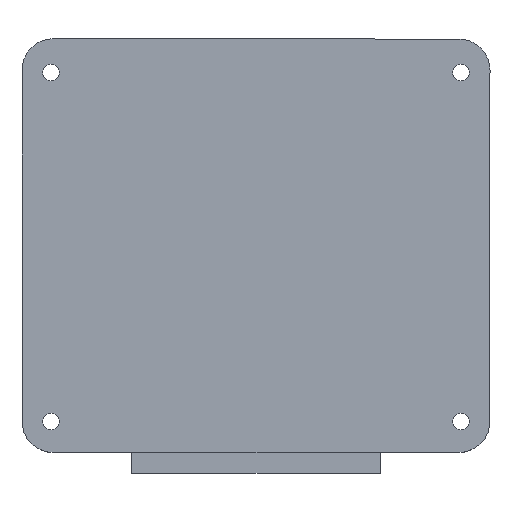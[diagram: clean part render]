
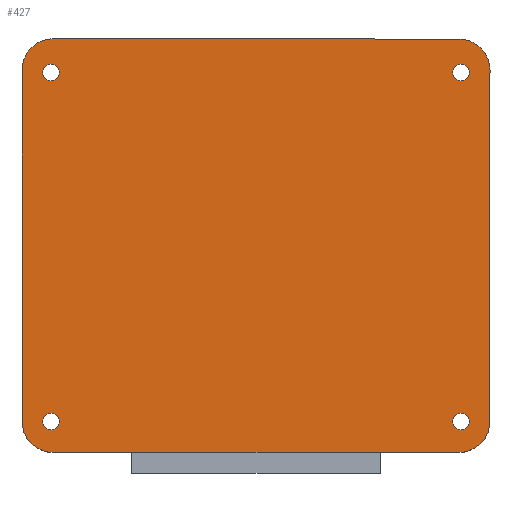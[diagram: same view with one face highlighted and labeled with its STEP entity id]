
A CAD part, top view. The second image highlights one B-rep face of the part: STEP entity #427.
In plain terms, the highlighted face is planar.
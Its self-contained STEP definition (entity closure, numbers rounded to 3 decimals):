
#23=FACE_BOUND('',#76,.T.);
#24=FACE_BOUND('',#77,.T.);
#25=FACE_BOUND('',#78,.T.);
#26=FACE_BOUND('',#79,.T.);
#35=PLANE('',#477);
#53=FACE_OUTER_BOUND('',#75,.T.);
#75=EDGE_LOOP('',(#319,#320,#321,#322,#323,#324,#325,#326,#327,#328));
#76=EDGE_LOOP('',(#329));
#77=EDGE_LOOP('',(#330));
#78=EDGE_LOOP('',(#331));
#79=EDGE_LOOP('',(#332));
#109=LINE('',#679,#147);
#110=LINE('',#681,#148);
#111=LINE('',#683,#149);
#112=LINE('',#687,#150);
#113=LINE('',#691,#151);
#114=LINE('',#694,#152);
#147=VECTOR('',#555,10.);
#148=VECTOR('',#556,10.);
#149=VECTOR('',#557,10.);
#150=VECTOR('',#560,10.);
#151=VECTOR('',#563,10.);
#152=VECTOR('',#566,10.);
#180=CIRCLE('',#461,2.);
#182=CIRCLE('',#464,2.);
#183=CIRCLE('',#466,2.);
#185=CIRCLE('',#469,2.);
#191=CIRCLE('',#478,7.5);
#192=CIRCLE('',#479,7.5);
#193=CIRCLE('',#480,7.5);
#194=CIRCLE('',#481,7.5);
#200=VERTEX_POINT('',#641);
#202=VERTEX_POINT('',#647);
#203=VERTEX_POINT('',#651);
#205=VERTEX_POINT('',#657);
#211=VERTEX_POINT('',#675);
#212=VERTEX_POINT('',#676);
#213=VERTEX_POINT('',#678);
#214=VERTEX_POINT('',#680);
#215=VERTEX_POINT('',#682);
#216=VERTEX_POINT('',#684);
#217=VERTEX_POINT('',#686);
#218=VERTEX_POINT('',#688);
#219=VERTEX_POINT('',#690);
#220=VERTEX_POINT('',#692);
#239=EDGE_CURVE('',#200,#200,#180,.T.);
#242=EDGE_CURVE('',#202,#202,#182,.T.);
#243=EDGE_CURVE('',#203,#203,#183,.T.);
#246=EDGE_CURVE('',#205,#205,#185,.T.);
#255=EDGE_CURVE('',#211,#212,#191,.T.);
#256=EDGE_CURVE('',#212,#213,#109,.T.);
#257=EDGE_CURVE('',#214,#213,#110,.T.);
#258=EDGE_CURVE('',#214,#215,#111,.T.);
#259=EDGE_CURVE('',#215,#216,#192,.T.);
#260=EDGE_CURVE('',#216,#217,#112,.T.);
#261=EDGE_CURVE('',#217,#218,#193,.T.);
#262=EDGE_CURVE('',#218,#219,#113,.T.);
#263=EDGE_CURVE('',#219,#220,#194,.T.);
#264=EDGE_CURVE('',#220,#211,#114,.T.);
#319=ORIENTED_EDGE('',*,*,#255,.T.);
#320=ORIENTED_EDGE('',*,*,#256,.T.);
#321=ORIENTED_EDGE('',*,*,#257,.F.);
#322=ORIENTED_EDGE('',*,*,#258,.T.);
#323=ORIENTED_EDGE('',*,*,#259,.T.);
#324=ORIENTED_EDGE('',*,*,#260,.T.);
#325=ORIENTED_EDGE('',*,*,#261,.T.);
#326=ORIENTED_EDGE('',*,*,#262,.T.);
#327=ORIENTED_EDGE('',*,*,#263,.T.);
#328=ORIENTED_EDGE('',*,*,#264,.T.);
#329=ORIENTED_EDGE('',*,*,#239,.T.);
#330=ORIENTED_EDGE('',*,*,#242,.T.);
#331=ORIENTED_EDGE('',*,*,#243,.T.);
#332=ORIENTED_EDGE('',*,*,#246,.T.);
#427=ADVANCED_FACE('',(#53,#23,#24,#25,#26),#35,.F.);
#461=AXIS2_PLACEMENT_3D('',#643,#514,#515);
#464=AXIS2_PLACEMENT_3D('',#649,#521,#522);
#466=AXIS2_PLACEMENT_3D('',#652,#525,#526);
#469=AXIS2_PLACEMENT_3D('',#658,#532,#533);
#477=AXIS2_PLACEMENT_3D('',#674,#551,#552);
#478=AXIS2_PLACEMENT_3D('',#677,#553,#554);
#479=AXIS2_PLACEMENT_3D('',#685,#558,#559);
#480=AXIS2_PLACEMENT_3D('',#689,#561,#562);
#481=AXIS2_PLACEMENT_3D('',#693,#564,#565);
#514=DIRECTION('center_axis',(1.,0.,0.));
#515=DIRECTION('ref_axis',(0.,1.,0.));
#521=DIRECTION('center_axis',(1.,0.,0.));
#522=DIRECTION('ref_axis',(0.,1.,0.));
#525=DIRECTION('center_axis',(1.,0.,0.));
#526=DIRECTION('ref_axis',(0.,0.,1.));
#532=DIRECTION('center_axis',(1.,0.,0.));
#533=DIRECTION('ref_axis',(0.,1.,0.));
#551=DIRECTION('center_axis',(1.,0.,0.));
#552=DIRECTION('ref_axis',(0.,-1.,0.));
#553=DIRECTION('center_axis',(-1.,0.,0.));
#554=DIRECTION('ref_axis',(0.,0.707,-0.707));
#555=DIRECTION('',(0.,-1.,0.));
#556=DIRECTION('',(0.,1.,0.));
#557=DIRECTION('',(0.,-1.,0.));
#558=DIRECTION('center_axis',(-1.,0.,0.));
#559=DIRECTION('ref_axis',(0.,-0.707,-0.707));
#560=DIRECTION('',(0.,0.,1.));
#561=DIRECTION('center_axis',(-1.,0.,0.));
#562=DIRECTION('ref_axis',(0.,-0.707,0.707));
#563=DIRECTION('',(0.,1.,0.001));
#564=DIRECTION('center_axis',(-1.,0.,0.));
#565=DIRECTION('ref_axis',(0.,0.707,0.707));
#566=DIRECTION('',(0.,0.,-1.));
#641=CARTESIAN_POINT('',(62.421,35.947,106.18));
#643=CARTESIAN_POINT('Origin',(62.421,37.947,106.18));
#647=CARTESIAN_POINT('',(62.421,134.747,106.18));
#649=CARTESIAN_POINT('Origin',(62.421,136.747,106.18));
#651=CARTESIAN_POINT('',(62.421,37.962,20.105));
#652=CARTESIAN_POINT('Origin',(62.421,37.962,22.105));
#657=CARTESIAN_POINT('',(62.421,134.776,22.105));
#658=CARTESIAN_POINT('Origin',(62.421,136.776,22.105));
#674=CARTESIAN_POINT('Origin',(62.421,87.371,64.486));
#675=CARTESIAN_POINT('',(62.421,143.764,22.136));
#676=CARTESIAN_POINT('',(62.421,136.264,14.636));
#677=CARTESIAN_POINT('Origin',(62.421,136.264,22.136));
#678=CARTESIAN_POINT('',(62.421,117.371,14.636));
#679=CARTESIAN_POINT('',(62.421,143.764,14.636));
#680=CARTESIAN_POINT('',(62.421,57.371,14.636));
#681=CARTESIAN_POINT('',(62.421,87.371,14.636));
#682=CARTESIAN_POINT('',(62.421,38.478,14.636));
#683=CARTESIAN_POINT('',(62.421,143.764,14.636));
#684=CARTESIAN_POINT('',(62.421,30.978,22.136));
#685=CARTESIAN_POINT('Origin',(62.421,38.478,22.136));
#686=CARTESIAN_POINT('',(62.421,30.978,106.762));
#687=CARTESIAN_POINT('',(62.421,30.978,14.636));
#688=CARTESIAN_POINT('',(62.421,38.473,114.262));
#689=CARTESIAN_POINT('Origin',(62.421,38.478,106.762));
#690=CARTESIAN_POINT('',(62.421,136.259,114.33));
#691=CARTESIAN_POINT('',(62.421,143.764,114.336));
#692=CARTESIAN_POINT('',(62.421,143.764,106.83));
#693=CARTESIAN_POINT('Origin',(62.421,136.264,106.83));
#694=CARTESIAN_POINT('',(62.421,143.764,114.336));
